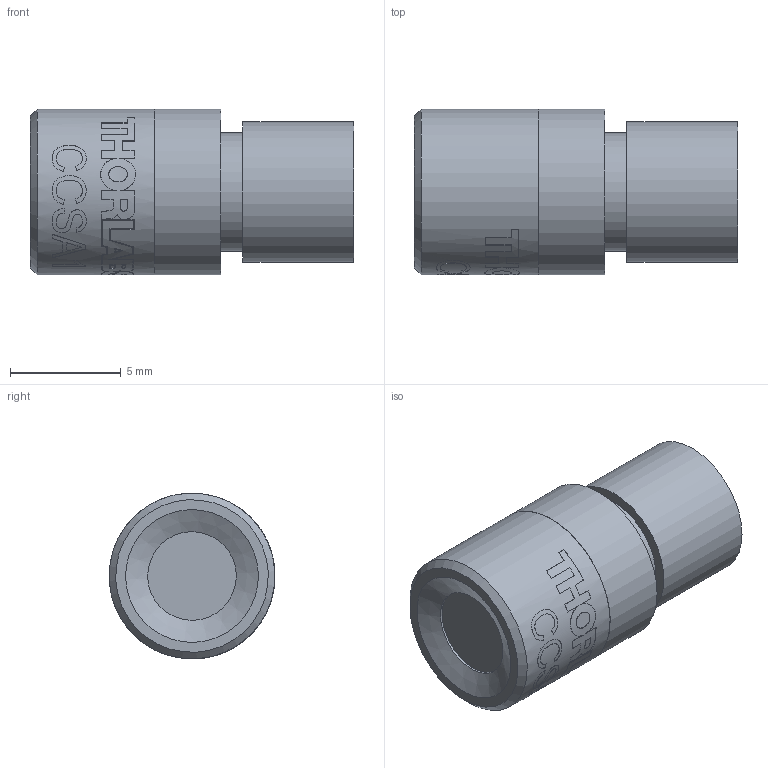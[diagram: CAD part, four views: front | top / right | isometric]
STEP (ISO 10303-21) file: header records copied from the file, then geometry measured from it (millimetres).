
FILE_DESCRIPTION (( 'STEP AP214' ), '1' );
FILE_NAME ('CCSA1-inkl Spektralon-12.11.2014.STEP', '2014-11-19T07:15:54', ( '' ), ( '' ), 'SwSTEP 2.0', 'SolidWorks 2014', '' );
FILE_SCHEMA (( 'AUTOMOTIVE_DESIGN' ));
Length unit declared in the file: millimetre
Products named in the file (1): CCSA1-inkl Spektralon-12.11.2014
Bounding box: 14.6 x 7.5 x 7.5 mm (x, y, z)
Volume: 436.5 mm3; surface area: 847.7 mm2
Topology: 3 solids, 4 shells, 467 faces, 1304 edges, 869 vertices
Faces by surface type: bspline 381, plane 52, cylinder 30, cone 4
Full cylindrical faces by diameter (mm): 3.18 x1, 3.5 x1, 4 x1, 4.7 x1, 5 x1, 5.3 x1, 5.35 x1, 5.46 x1, 6 x1, 6.35 x1, 7.5 x2
Entity records: 25860 total; most frequent: CARTESIAN_POINT 12195, ORIENTED_EDGE 2568, EDGE_CURVE 1284, B_SPLINE_CURVE_WITH_KNOTS 1193, VERTEX_POINT 865, EDGE_LOOP 513, FACE_OUTER_BOUND 479, UNCERTAINTY_MEASURE_WITH_UNIT 472
